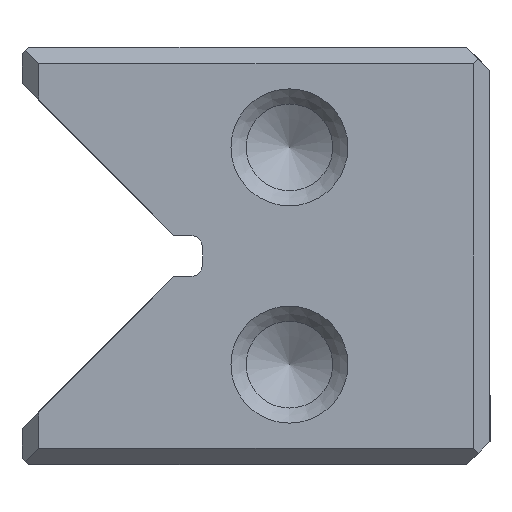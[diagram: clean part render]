
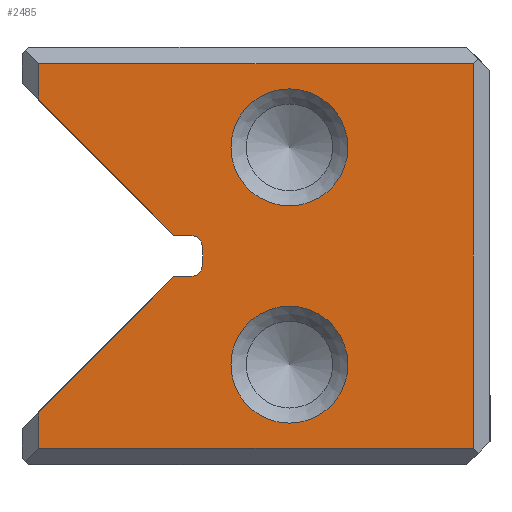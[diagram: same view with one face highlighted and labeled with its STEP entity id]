
A CAD part, left-side view. The second image highlights one B-rep face of the part: STEP entity #2485.
In plain terms, the highlighted planar face has unit normal (-1, 0, 0).
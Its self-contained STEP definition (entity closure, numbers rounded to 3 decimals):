
#2485=ADVANCED_FACE('',(#3456,#3457,#3458),#2889,.T.);
#2889=PLANE('',#9079);
#3143=CIRCLE('',#9075,3.5);
#3144=CIRCLE('',#9076,3.5);
#3145=CIRCLE('',#9077,0.7);
#3146=CIRCLE('',#9078,0.7);
#3456=FACE_BOUND('',#3708,.T.);
#3457=FACE_BOUND('',#3709,.T.);
#3458=FACE_BOUND('',#3710,.T.);
#3708=EDGE_LOOP('',(#4466));
#3709=EDGE_LOOP('',(#4467));
#3710=EDGE_LOOP('',(#4468,#4469,#4470,#4471,#4472,#4473,#4474,#4475,#4476,
#4477,#4478,#4479));
#4466=ORIENTED_EDGE('',*,*,#7032,.F.);
#4467=ORIENTED_EDGE('',*,*,#7033,.T.);
#4468=ORIENTED_EDGE('',*,*,#7034,.F.);
#4469=ORIENTED_EDGE('',*,*,#7035,.T.);
#4470=ORIENTED_EDGE('',*,*,#7036,.T.);
#4471=ORIENTED_EDGE('',*,*,#7037,.T.);
#4472=ORIENTED_EDGE('',*,*,#7038,.T.);
#4473=ORIENTED_EDGE('',*,*,#7039,.T.);
#4474=ORIENTED_EDGE('',*,*,#7040,.T.);
#4475=ORIENTED_EDGE('',*,*,#7041,.T.);
#4476=ORIENTED_EDGE('',*,*,#7042,.T.);
#4477=ORIENTED_EDGE('',*,*,#7043,.T.);
#4478=ORIENTED_EDGE('',*,*,#7044,.T.);
#4479=ORIENTED_EDGE('',*,*,#7045,.F.);
#6362=VERTEX_POINT('',#11714);
#6363=VERTEX_POINT('',#11716);
#6364=VERTEX_POINT('',#11718);
#6365=VERTEX_POINT('',#11719);
#6366=VERTEX_POINT('',#11721);
#6367=VERTEX_POINT('',#11723);
#6368=VERTEX_POINT('',#11725);
#6369=VERTEX_POINT('',#11727);
#6370=VERTEX_POINT('',#11729);
#6371=VERTEX_POINT('',#11731);
#6372=VERTEX_POINT('',#11733);
#6373=VERTEX_POINT('',#11735);
#6374=VERTEX_POINT('',#11737);
#6375=VERTEX_POINT('',#11739);
#7032=EDGE_CURVE('',#6362,#6362,#3143,.T.);
#7033=EDGE_CURVE('',#6363,#6363,#3144,.T.);
#7034=EDGE_CURVE('',#6364,#6365,#7889,.T.);
#7035=EDGE_CURVE('',#6364,#6366,#7890,.T.);
#7036=EDGE_CURVE('',#6366,#6367,#7891,.T.);
#7037=EDGE_CURVE('',#6367,#6368,#7892,.T.);
#7038=EDGE_CURVE('',#6368,#6369,#7893,.T.);
#7039=EDGE_CURVE('',#6369,#6370,#7894,.T.);
#7040=EDGE_CURVE('',#6370,#6371,#7895,.T.);
#7041=EDGE_CURVE('',#6371,#6372,#7896,.T.);
#7042=EDGE_CURVE('',#6372,#6373,#3145,.T.);
#7043=EDGE_CURVE('',#6373,#6374,#7897,.T.);
#7044=EDGE_CURVE('',#6374,#6375,#3146,.T.);
#7045=EDGE_CURVE('',#6365,#6375,#7898,.T.);
#7889=LINE('',#11717,#8551);
#7890=LINE('',#11720,#8552);
#7891=LINE('',#11722,#8553);
#7892=LINE('',#11724,#8554);
#7893=LINE('',#11726,#8555);
#7894=LINE('',#11728,#8556);
#7895=LINE('',#11730,#8557);
#7896=LINE('',#11732,#8558);
#7897=LINE('',#11736,#8559);
#7898=LINE('',#11740,#8560);
#8551=VECTOR('',#9672,1.);
#8552=VECTOR('',#9673,1.);
#8553=VECTOR('',#9674,1.);
#8554=VECTOR('',#9675,1.);
#8555=VECTOR('',#9676,1.);
#8556=VECTOR('',#9677,1.);
#8557=VECTOR('',#9678,1.);
#8558=VECTOR('',#9679,1.);
#8559=VECTOR('',#9682,1.);
#8560=VECTOR('',#9685,1.);
#9075=AXIS2_PLACEMENT_3D('',#11713,#9668,#9669);
#9076=AXIS2_PLACEMENT_3D('',#11715,#9670,#9671);
#9077=AXIS2_PLACEMENT_3D('',#11734,#9680,#9681);
#9078=AXIS2_PLACEMENT_3D('',#11738,#9683,#9684);
#9079=AXIS2_PLACEMENT_3D('',#11741,#9686,#9687);
#9668=DIRECTION('',(-1.,0.,0.));
#9669=DIRECTION('',(0.,0.,1.));
#9670=DIRECTION('',(1.,0.,0.));
#9671=DIRECTION('',(0.,0.,-1.));
#9672=DIRECTION('',(0.,-0.707,0.707));
#9673=DIRECTION('',(0.,0.,-1.));
#9674=DIRECTION('',(0.,-1.,0.));
#9675=DIRECTION('',(0.,0.,1.));
#9676=DIRECTION('',(0.,1.,0.));
#9677=DIRECTION('',(0.,0.,-1.));
#9678=DIRECTION('',(0.,-0.707,-0.707));
#9679=DIRECTION('',(0.,-1.,0.));
#9680=DIRECTION('',(1.,0.,0.));
#9681=DIRECTION('',(0.,0.,1.));
#9682=DIRECTION('',(0.,0.,-1.));
#9683=DIRECTION('',(1.,0.,0.));
#9684=DIRECTION('',(0.,0.,1.));
#9685=DIRECTION('',(0.,-1.,0.));
#9686=DIRECTION('',(-1.,0.,0.));
#9687=DIRECTION('',(0.,0.,-1.));
#11713=CARTESIAN_POINT('',(0.,12.,6.));
#11714=CARTESIAN_POINT('',(0.,12.,9.5));
#11715=CARTESIAN_POINT('',(0.,12.,19.));
#11716=CARTESIAN_POINT('',(0.,12.,15.5));
#11717=CARTESIAN_POINT('',(0.,28.,2.168));
#11718=CARTESIAN_POINT('',(0.,27.,3.168));
#11719=CARTESIAN_POINT('',(0.,18.918,11.25));
#11720=CARTESIAN_POINT('',(0.,27.,0.));
#11721=CARTESIAN_POINT('',(0.,27.,1.));
#11722=CARTESIAN_POINT('',(0.,14.,1.));
#11723=CARTESIAN_POINT('',(0.,1.,1.));
#11724=CARTESIAN_POINT('',(0.,1.,0.));
#11725=CARTESIAN_POINT('',(0.,1.,24.));
#11726=CARTESIAN_POINT('',(0.,14.,24.));
#11727=CARTESIAN_POINT('',(0.,27.,24.));
#11728=CARTESIAN_POINT('',(0.,27.,0.));
#11729=CARTESIAN_POINT('',(0.,27.,21.832));
#11730=CARTESIAN_POINT('',(0.,28.,22.832));
#11731=CARTESIAN_POINT('',(0.,18.918,13.75));
#11732=CARTESIAN_POINT('',(0.,17.2,13.75));
#11733=CARTESIAN_POINT('',(0.,17.9,13.75));
#11734=CARTESIAN_POINT('',(0.,17.9,13.05));
#11735=CARTESIAN_POINT('',(0.,17.2,13.05));
#11736=CARTESIAN_POINT('',(0.,17.2,13.75));
#11737=CARTESIAN_POINT('',(0.,17.2,11.95));
#11738=CARTESIAN_POINT('',(0.,17.9,11.95));
#11739=CARTESIAN_POINT('',(0.,17.9,11.25));
#11740=CARTESIAN_POINT('',(0.,17.2,11.25));
#11741=CARTESIAN_POINT('',(0.,14.,0.));
